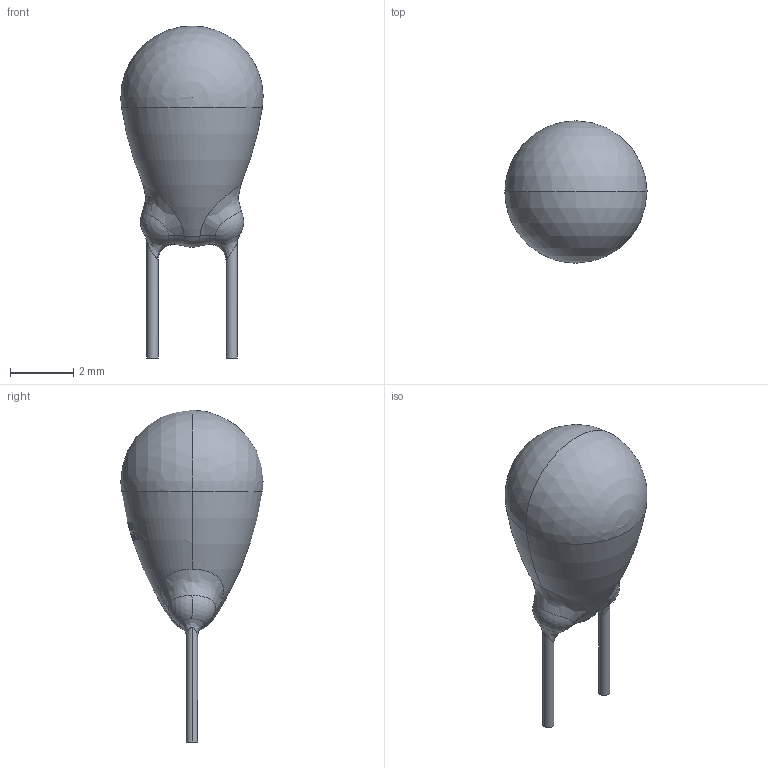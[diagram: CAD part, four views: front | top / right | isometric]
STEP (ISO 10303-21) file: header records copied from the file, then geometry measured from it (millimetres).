
FILE_DESCRIPTION (( 'STEP AP214' ), '1' );
FILE_NAME ('CAP-TH_BD4.5-H7.5-P2.5.step', '2022-07-01T07:20:24', ( '' ), ( '' ), 'SwSTEP 2.0', 'SolidWorks 2020', '' );
FILE_SCHEMA (( 'AUTOMOTIVE_DESIGN' ));
Length unit declared in the file: millimetre
Products named in the file (1): CAP-TH_BD4.5-H7.5-P2.5
Bounding box: 4.5 x 4.5 x 10.5 mm (x, y, z)
Volume: 68.3 mm3; surface area: 94.2 mm2
Topology: 1 solids, 1 shells, 256 faces, 700 edges, 463 vertices
Faces by surface type: plane 109, bspline 108, torus 27, sphere 8, cylinder 4
Entity records: 13394 total; most frequent: CARTESIAN_POINT 5248, ORIENTED_EDGE 1390, EDGE_CURVE 695, DIRECTION 597, VERTEX_POINT 460, B_SPLINE_CURVE_WITH_KNOTS 441, EDGE_LOOP 275, UNCERTAINTY_MEASURE_WITH_UNIT 259
